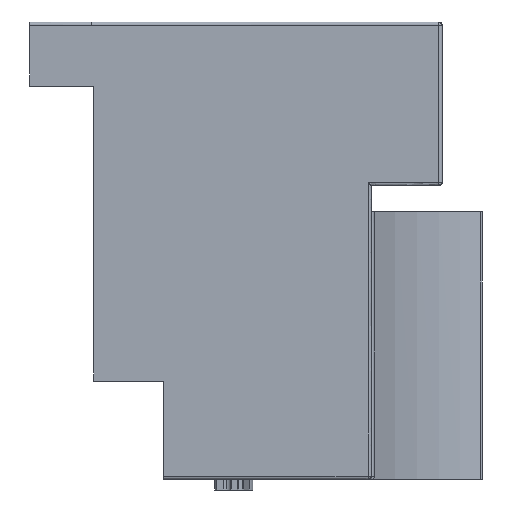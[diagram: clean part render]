
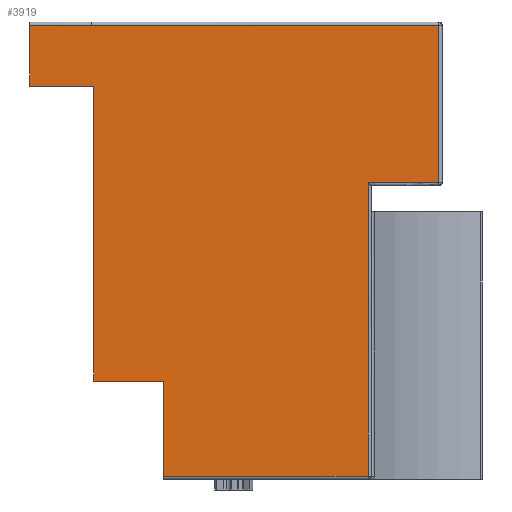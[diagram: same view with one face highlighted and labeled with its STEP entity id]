
A CAD part, left-side view. The second image highlights one B-rep face of the part: STEP entity #3919.
In plain terms, the highlighted planar face has unit normal (-1, 0, 0).
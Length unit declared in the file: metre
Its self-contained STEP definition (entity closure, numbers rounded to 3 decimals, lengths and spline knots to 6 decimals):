
#240=LINE('',#5220,#496);
#241=LINE('',#5223,#497);
#242=LINE('',#5225,#498);
#243=LINE('',#5227,#499);
#244=LINE('',#5254,#500);
#245=LINE('',#5256,#501);
#496=VECTOR('',#4378,1.);
#497=VECTOR('',#4379,1.);
#498=VECTOR('',#4380,1.);
#499=VECTOR('',#4381,1.);
#500=VECTOR('',#4382,1.);
#501=VECTOR('',#4383,1.);
#826=ORIENTED_EDGE('',*,*,#2078,.F.);
#827=ORIENTED_EDGE('',*,*,#2079,.F.);
#828=ORIENTED_EDGE('',*,*,#2080,.F.);
#829=ORIENTED_EDGE('',*,*,#2081,.T.);
#830=ORIENTED_EDGE('',*,*,#2082,.T.);
#831=ORIENTED_EDGE('',*,*,#2083,.T.);
#832=ORIENTED_EDGE('',*,*,#2084,.T.);
#833=ORIENTED_EDGE('',*,*,#2085,.T.);
#834=ORIENTED_EDGE('',*,*,#2086,.T.);
#835=ORIENTED_EDGE('',*,*,#2087,.F.);
#836=ORIENTED_EDGE('',*,*,#2088,.T.);
#2078=EDGE_CURVE('',#2704,#2705,#240,.T.);
#2079=EDGE_CURVE('',#2706,#2704,#241,.T.);
#2080=EDGE_CURVE('',#2707,#2706,#242,.T.);
#2081=EDGE_CURVE('',#2707,#2708,#243,.T.);
#2082=EDGE_CURVE('',#2708,#2709,#3055,.T.);
#2083=EDGE_CURVE('',#2709,#2710,#3056,.T.);
#2084=EDGE_CURVE('',#2710,#2711,#3057,.T.);
#2085=EDGE_CURVE('',#2711,#2712,#3058,.T.);
#2086=EDGE_CURVE('',#2712,#2713,#3059,.T.);
#2087=EDGE_CURVE('',#2714,#2713,#244,.T.);
#2088=EDGE_CURVE('',#2714,#2705,#245,.T.);
#2704=VERTEX_POINT('',#5221);
#2705=VERTEX_POINT('',#5222);
#2706=VERTEX_POINT('',#5224);
#2707=VERTEX_POINT('',#5226);
#2708=VERTEX_POINT('',#5228);
#2709=VERTEX_POINT('',#5233);
#2710=VERTEX_POINT('',#5238);
#2711=VERTEX_POINT('',#5243);
#2712=VERTEX_POINT('',#5248);
#2713=VERTEX_POINT('',#5253);
#2714=VERTEX_POINT('',#5255);
#3055=B_SPLINE_CURVE_WITH_KNOTS('',3,(#5229,#5230,#5231,#5232),
 .UNSPECIFIED.,.F.,.F.,(4,4),(0.259377,1.),.UNSPECIFIED.);
#3056=B_SPLINE_CURVE_WITH_KNOTS('',3,(#5234,#5235,#5236,#5237),
 .UNSPECIFIED.,.F.,.F.,(4,4),(0.,1.),.UNSPECIFIED.);
#3057=B_SPLINE_CURVE_WITH_KNOTS('',3,(#5239,#5240,#5241,#5242),
 .UNSPECIFIED.,.F.,.F.,(4,4),(0.,1.),.UNSPECIFIED.);
#3058=B_SPLINE_CURVE_WITH_KNOTS('',3,(#5244,#5245,#5246,#5247),
 .UNSPECIFIED.,.F.,.F.,(4,4),(0.,1.),.UNSPECIFIED.);
#3059=B_SPLINE_CURVE_WITH_KNOTS('',3,(#5249,#5250,#5251,#5252),
 .UNSPECIFIED.,.F.,.F.,(4,4),(0.,1.),.UNSPECIFIED.);
#3336=EDGE_LOOP('',(#826,#827,#828,#829,#830,#831,#832,#833,#834,#835,#836));
#3588=FACE_BOUND('',#3336,.T.);
#3834=PLANE('',#4181);
#3919=ADVANCED_FACE('',(#3588),#3834,.F.);
#4181=AXIS2_PLACEMENT_3D('',#5219,#4376,#4377);
#4376=DIRECTION('',(1.,0.,0.));
#4377=DIRECTION('',(0.,0.,-1.));
#4378=DIRECTION('',(0.,1.,0.));
#4379=DIRECTION('',(0.,0.,1.));
#4380=DIRECTION('',(0.,1.,0.));
#4381=DIRECTION('',(0.,0.,-1.));
#4382=DIRECTION('',(0.,-1.,0.));
#4383=DIRECTION('',(0.,0.,-1.));
#5219=CARTESIAN_POINT('',(-0.015,-0.023223,0.));
#5220=CARTESIAN_POINT('',(-0.015,0.003022,0.015377));
#5221=CARTESIAN_POINT('',(-0.015,0.009323,0.015377));
#5222=CARTESIAN_POINT('',(-0.015,0.015323,0.015377));
#5223=CARTESIAN_POINT('',(-0.015,0.009323,-0.012188));
#5224=CARTESIAN_POINT('',(-0.015,0.009323,-0.012188));
#5225=CARTESIAN_POINT('',(-0.015,0.003022,-0.012188));
#5226=CARTESIAN_POINT('',(-0.015,0.002822,-0.012188));
#5227=CARTESIAN_POINT('',(-0.015,0.002822,-0.003));
#5228=CARTESIAN_POINT('',(-0.015,0.002822,-0.021077));
#5229=CARTESIAN_POINT('',(-0.015,0.002822,-0.021077));
#5230=CARTESIAN_POINT('',(-0.015,-0.003556,-0.021077));
#5231=CARTESIAN_POINT('',(-0.015,-0.009934,-0.021077));
#5232=CARTESIAN_POINT('',(-0.015,-0.016312,-0.021077));
#5233=CARTESIAN_POINT('',(-0.015,-0.016312,-0.021077));
#5234=CARTESIAN_POINT('',(-0.015,-0.016312,-0.021077));
#5235=CARTESIAN_POINT('',(-0.015,-0.016312,-0.011926));
#5236=CARTESIAN_POINT('',(-0.015,-0.016312,-0.002774));
#5237=CARTESIAN_POINT('',(-0.015,-0.016312,0.006377));
#5238=CARTESIAN_POINT('',(-0.015,-0.016312,0.006377));
#5239=CARTESIAN_POINT('',(-0.015,-0.016312,0.006377));
#5240=CARTESIAN_POINT('',(-0.015,-0.018516,0.006377));
#5241=CARTESIAN_POINT('',(-0.015,-0.020719,0.006377));
#5242=CARTESIAN_POINT('',(-0.015,-0.022923,0.006377));
#5243=CARTESIAN_POINT('',(-0.015,-0.022923,0.006377));
#5244=CARTESIAN_POINT('',(-0.015,-0.022923,0.006377));
#5245=CARTESIAN_POINT('',(-0.015,-0.022923,0.011276));
#5246=CARTESIAN_POINT('',(-0.015,-0.022923,0.016176));
#5247=CARTESIAN_POINT('',(-0.015,-0.022923,0.021076));
#5248=CARTESIAN_POINT('',(-0.015,-0.022923,0.021076));
#5249=CARTESIAN_POINT('',(-0.015,-0.022923,0.021077));
#5250=CARTESIAN_POINT('',(-0.015,-0.012108,0.021077));
#5251=CARTESIAN_POINT('',(-0.015,-0.001292,0.021077));
#5252=CARTESIAN_POINT('',(-0.015,0.009523,0.021077));
#5253=CARTESIAN_POINT('',(-0.015,0.009523,0.021077));
#5254=CARTESIAN_POINT('',(-0.015,0.015323,0.021077));
#5255=CARTESIAN_POINT('',(-0.015,0.015323,0.021077));
#5256=CARTESIAN_POINT('',(-0.015,0.015323,0.));
